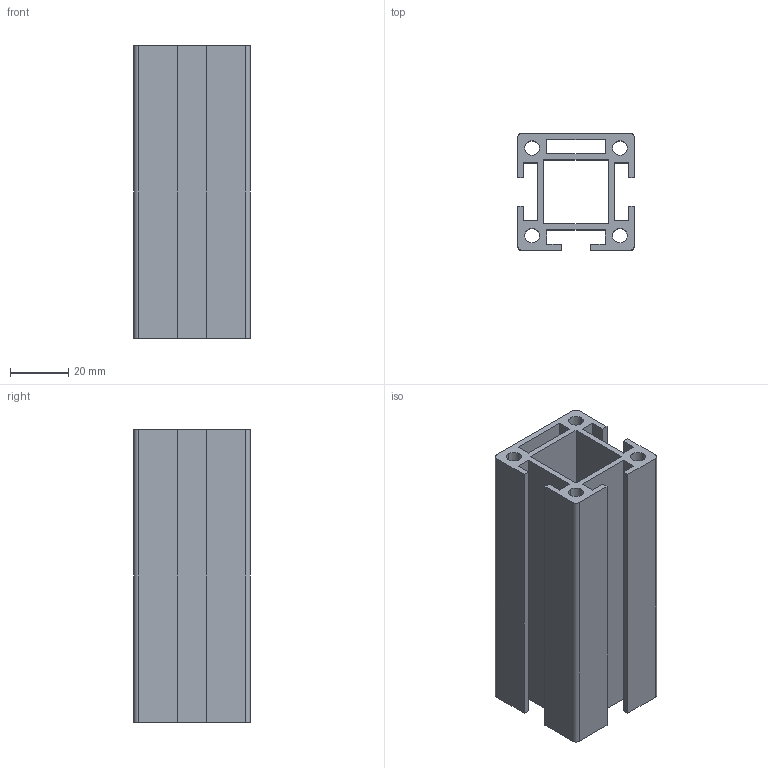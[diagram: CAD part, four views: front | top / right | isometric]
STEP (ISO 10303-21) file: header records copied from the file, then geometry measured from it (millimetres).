
FILE_DESCRIPTION(('Creo Elements/Direct Modeling STEP Export'),'2;1');
FILE_NAME('44.0021_Quadratprofil-MMS-44_40x40mm-1seitig-geschl..stp','2022-03-21T 8:54:55',(''),(''),'PTC Creo Elements/Direct Modeling STEP processor for AP214 (Solid Model)','PTC Creo Elements/Direct Modeling 19.0C 15-Aug-2015 (C) Parametric Technology GmbH','');
FILE_SCHEMA(('AUTOMOTIVE_DESIGN { 1 0 10303 214 1 1 1 1 }'));
Length unit declared in the file: millimetre
Products named in the file (2): Quadratprofil-MMS-44_40x40mm-1seitig-geschl._44.0021_PX171619
Assembly tree (1 placements, depth 2):
  Quadratprofil-MMS-44_40x40mm-1seitig-geschl._44.0021_PX171619
    Quadratprofil-MMS-44_40x40mm-1seitig-geschl._44.0021_PX171619
Bounding box: 40 x 40 x 100 mm (x, y, z)
Volume: 57526.3 mm3; surface area: 47159 mm2
Topology: 1 solids, 1 shells, 50 faces, 150 edges, 102 vertices
Faces by surface type: plane 38, cylinder 12
Entity records: 1691 total; most frequent: ORIENTED_EDGE 300, CARTESIAN_POINT 290, DIRECTION 256, EDGE_CURVE 150, VECTOR 120, LINE 120, VERTEX_POINT 102, AXIS2_PLACEMENT_3D 68
